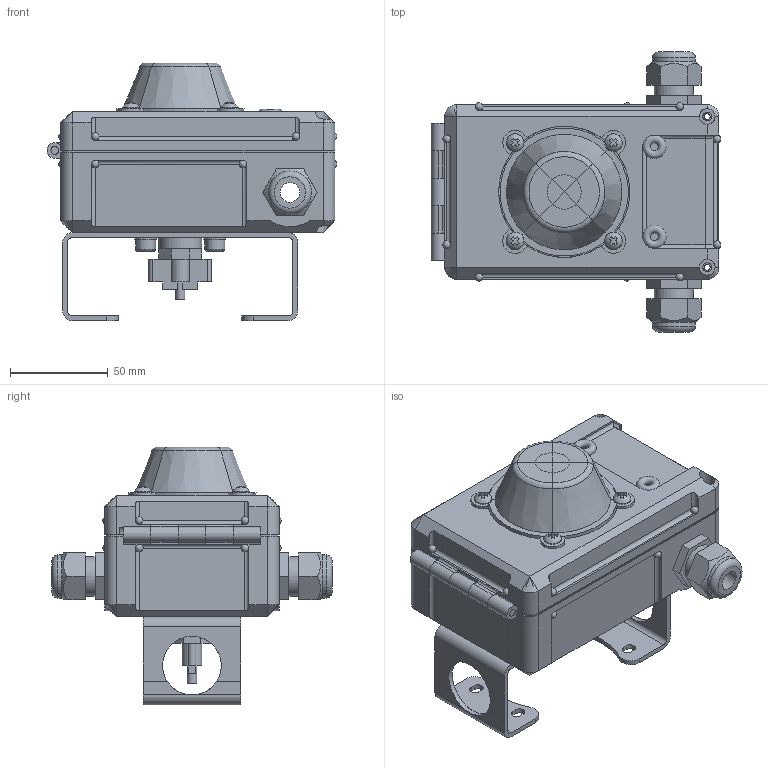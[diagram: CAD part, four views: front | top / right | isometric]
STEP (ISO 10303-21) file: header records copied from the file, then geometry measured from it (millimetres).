
FILE_DESCRIPTION((''),'2;1');
FILE_NAME('Endschalterbox mit MB-END00241.stp','2013-09-23T09:42:13',('she'),(''),'Autodesk Inventor 2012','Autodesk Inventor 2012','');
FILE_SCHEMA(('AUTOMOTIVE_DESIGN { 1 0 10303 214 1 1 1 1 }'));
Length unit declared in the file: millimetre
Products named in the file (3): ENG-006733; ENG-006783; ENG-006731
Assembly tree (2 placements, depth 2):
  ENG-006733
    ENG-006783
    ENG-006731
Bounding box: 148 x 143.01 x 131.5 mm (x, y, z)
Volume: 709497.2 mm3; surface area: 143209.4 mm2
Topology: 33 solids, 33 shells, 610 faces, 1531 edges, 978 vertices
Faces by surface type: plane 360, cylinder 188, cone 26, sphere 20, torus 16
Full cylindrical faces by diameter (mm): 2.5 x1, 3 x2, 4 x10, 4.5 x2, 4.8 x1, 5 x4, 6 x4, 6.5 x8, 6.8 x1, 7 x2, 8 x2, 9 x4, 10 x6, 11 x4, 12.5 x2, 15.5 x1, 18.5 x1, 20 x2, 22 x3, 30 x3, 35 x1, 52 x1, 67 x1
Entity records: 18047 total; most frequent: DIRECTION 3090, CARTESIAN_POINT 2940, ORIENTED_EDGE 2734, EDGE_CURVE 1367, AXIS2_PLACEMENT_3D 1124, VERTEX_POINT 926, VECTOR 842, LINE 842
